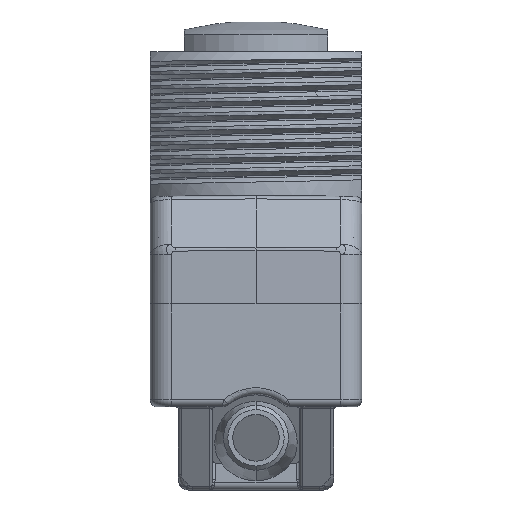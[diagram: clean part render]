
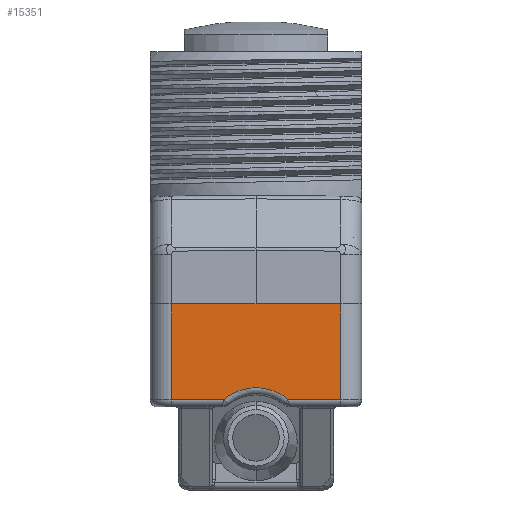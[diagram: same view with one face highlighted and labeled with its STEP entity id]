
A CAD part, front view. The second image highlights one B-rep face of the part: STEP entity #15351.
In plain terms, the highlighted planar face has unit normal (0, -1, 0).
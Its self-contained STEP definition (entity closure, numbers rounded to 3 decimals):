
#5167=CARTESIAN_POINT('',(-2.305,-17.25,
-6.8));
#5193=CARTESIAN_POINT('',(0.,-17.25,-9.5));
#5194=DIRECTION('',(0.,1.,0.));
#5195=DIRECTION('',(-0.649,0.,0.761));
#5196=AXIS2_PLACEMENT_3D('',#5193,#5194,#5195);
#5198=CARTESIAN_POINT('',(2.305,-17.25,
-6.8));
#5226=DIRECTION('',(-1.,0.,0.));
#5227=VECTOR('',#5226,3.695);
#5228=CARTESIAN_POINT('',(6.,-17.25,-6.8));
#5229=LINE('',#5228,#5227);
#5239=DIRECTION('',(1.,0.,0.));
#5240=VECTOR('',#5239,6.);
#5241=CARTESIAN_POINT('',(-6.,-17.25,0.));
#5242=LINE('',#5241,#5240);
#5243=DIRECTION('',(1.,0.,0.));
#5244=VECTOR('',#5243,6.);
#5245=CARTESIAN_POINT('',(0.,-17.25,0.));
#5246=LINE('',#5245,#5244);
#5474=DIRECTION('',(0.,0.,1.));
#5475=VECTOR('',#5474,6.8);
#5476=CARTESIAN_POINT('',(6.,-17.25,-6.8));
#5477=LINE('',#5476,#5475);
#7184=DIRECTION('',(-1.,0.,0.));
#7185=VECTOR('',#7184,3.695);
#7186=CARTESIAN_POINT('',(-2.305,-17.25,
-6.8));
#7187=LINE('',#7186,#7185);
#7221=DIRECTION('',(0.,0.,-1.));
#7222=VECTOR('',#7221,6.8);
#7223=CARTESIAN_POINT('',(-6.,-17.25,0.));
#7224=LINE('',#7223,#7222);
#8597=CARTESIAN_POINT('',(6.,-17.25,-6.8));
#8598=VERTEX_POINT('',#8597);
#8615=CARTESIAN_POINT('',(-6.,-17.25,-6.8));
#8616=VERTEX_POINT('',#8615);
#8621=CARTESIAN_POINT('',(-6.,-17.25,0.));
#8622=VERTEX_POINT('',#8621);
#8623=CARTESIAN_POINT('',(6.,-17.25,0.));
#8624=VERTEX_POINT('',#8623);
#8625=VERTEX_POINT('',#5198);
#8629=VERTEX_POINT('',#5167);
#8685=CARTESIAN_POINT('',(0.,-17.25,0.));
#8687=VERTEX_POINT('',#8685);
#15333=CARTESIAN_POINT('',(0.,-17.25,0.));
#15334=DIRECTION('',(0.,1.,0.));
#15335=DIRECTION('',(1.,0.,0.));
#15336=AXIS2_PLACEMENT_3D('',#15333,#15334,#15335);
#15337=PLANE('',#15336);
#15338=ORIENTED_EDGE('',*,*,#9164,.T.);
#15340=ORIENTED_EDGE('',*,*,#15339,.T.);
#15342=ORIENTED_EDGE('',*,*,#15341,.F.);
#15343=ORIENTED_EDGE('',*,*,#15324,.T.);
#15344=ORIENTED_EDGE('',*,*,#15264,.F.);
#15346=ORIENTED_EDGE('',*,*,#15345,.T.);
#15348=ORIENTED_EDGE('',*,*,#15347,.F.);
#15349=EDGE_LOOP('',(#15338,#15340,#15342,#15343,#15344,#15346,#15348));
#15350=FACE_OUTER_BOUND('',#15349,.F.);
#15351=ADVANCED_FACE('',(#15350),#15337,.F.);
#5197=CIRCLE('',#5196,3.55);
#9164=EDGE_CURVE('',#8622,#8687,#5242,.T.);
#15264=EDGE_CURVE('',#8629,#8625,#5197,.T.);
#15324=EDGE_CURVE('',#8598,#8625,#5229,.T.);
#15339=EDGE_CURVE('',#8687,#8624,#5246,.T.);
#15341=EDGE_CURVE('',#8598,#8624,#5477,.T.);
#15345=EDGE_CURVE('',#8629,#8616,#7187,.T.);
#15347=EDGE_CURVE('',#8622,#8616,#7224,.T.);
